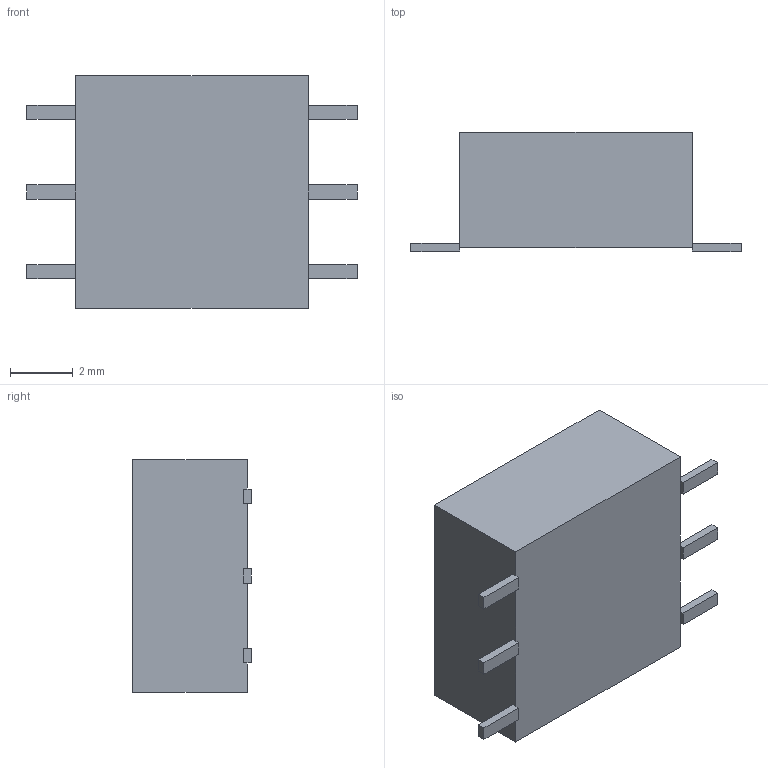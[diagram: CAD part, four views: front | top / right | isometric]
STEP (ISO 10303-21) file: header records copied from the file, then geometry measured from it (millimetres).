
FILE_DESCRIPTION (( 'STEP AP214' ), '1' );
FILE_NAME ('User Library-Apem SMT hex switch.STEP', '2012-02-07T07:48:23', ( 'SysAdmin' ), ( 'SolidWorks' ), 'SwSTEP 2.0', 'SolidWorks 2012', '' );
FILE_SCHEMA (( 'AUTOMOTIVE_DESIGN' ));
Length unit declared in the file: millimetre
Products named in the file (1): User Library-Apem SMT hex switch
Bounding box: 10.5 x 3.77 x 7.4 mm (x, y, z)
Volume: 200.4 mm3; surface area: 254.9 mm2
Topology: 1 solids, 1 shells, 56 faces, 141 edges, 90 vertices
Faces by surface type: plane 52, cylinder 4
Entity records: 2287 total; most frequent: CARTESIAN_POINT 288, ORIENTED_EDGE 282, DIRECTION 263, EDGE_CURVE 141, LINE 133, VECTOR 133, VERTEX_POINT 90, AXIS2_PLACEMENT_3D 65
